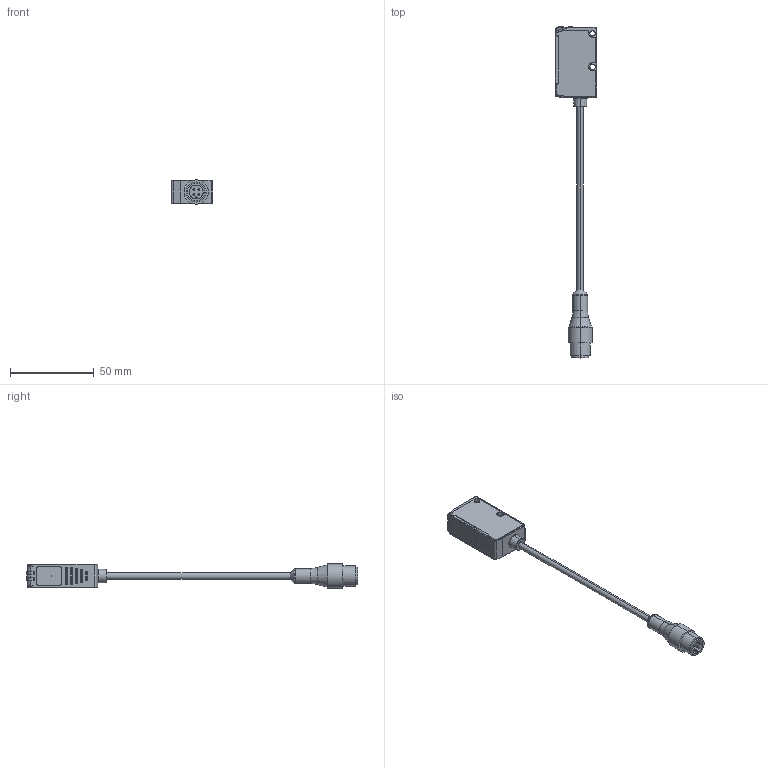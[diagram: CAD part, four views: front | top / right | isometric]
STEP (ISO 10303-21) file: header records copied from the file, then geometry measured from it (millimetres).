
FILE_DESCRIPTION (( 'STEP AP214' ), '1' );
FILE_NAME ('S8-PR-3-W13-NN.step', '2016-07-06T16:16:45', ( '' ), ( '' ), 'SwSTEP 2.0', 'SolidWorks 2016', '' );
FILE_SCHEMA (( 'AUTOMOTIVE_DESIGN' ));
Length unit declared in the file: millimetre
Products named in the file (1): S8-PR-3-W13-NN
Bounding box: 25 x 198.3 x 14.5 mm (x, y, z)
Volume: 18833.7 mm3; surface area: 10014.9 mm2
Topology: 13 solids, 13 shells, 453 faces, 1088 edges, 665 vertices
Faces by surface type: cylinder 203, plane 132, torus 85, sphere 15, bspline 10, cone 8
Entity records: 13390 total; most frequent: CARTESIAN_POINT 2581, DIRECTION 2421, ORIENTED_EDGE 2124, EDGE_CURVE 1062, AXIS2_PLACEMENT_3D 969, VERTEX_POINT 654, CIRCLE 525, EDGE_LOOP 484
